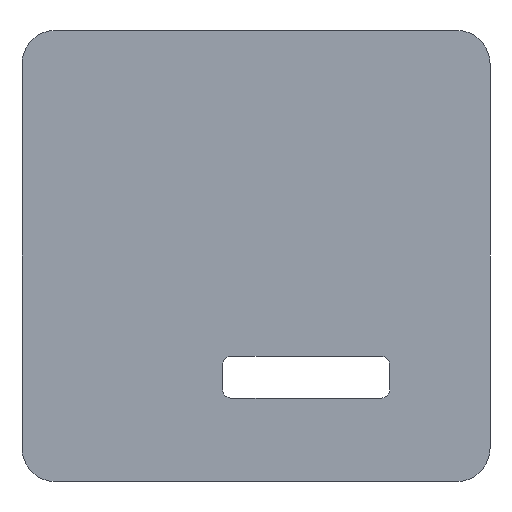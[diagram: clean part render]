
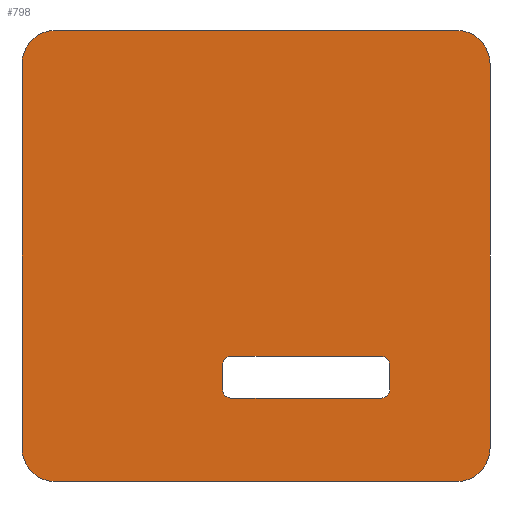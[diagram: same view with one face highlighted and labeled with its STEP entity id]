
A CAD part, front view. The second image highlights one B-rep face of the part: STEP entity #798.
In plain terms, the highlighted planar face has unit normal (0, -1, 0).
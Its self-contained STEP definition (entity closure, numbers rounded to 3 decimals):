
#8 = VECTOR ( 'NONE', #1112, 1000. ) ;
#9 = ORIENTED_EDGE ( 'NONE', *, *, #1616, .T. ) ;
#20 = DIRECTION ( 'NONE',  ( 0., 0., -1. ) ) ;
#24 = DIRECTION ( 'NONE',  ( 0., 1., 0. ) ) ;
#33 = ORIENTED_EDGE ( 'NONE', *, *, #1566, .T. ) ;
#40 = EDGE_CURVE ( 'NONE', #363, #956, #619, .T. ) ;
#43 = EDGE_CURVE ( 'NONE', #1589, #1274, #532, .T. ) ;
#44 = CARTESIAN_POINT ( 'NONE',  ( -12., 0., 13.5 ) ) ;
#53 = EDGE_CURVE ( 'NONE', #101, #1524, #1458, .T. ) ;
#58 = ORIENTED_EDGE ( 'NONE', *, *, #43, .T. ) ;
#71 = ORIENTED_EDGE ( 'NONE', *, *, #1363, .T. ) ;
#101 = VERTEX_POINT ( 'NONE', #44 ) ;
#102 = LINE ( 'NONE', #356, #367 ) ;
#109 = ORIENTED_EDGE ( 'NONE', *, *, #53, .T. ) ;
#113 = AXIS2_PLACEMENT_3D ( 'NONE', #1015, #1178, #1051 ) ;
#121 = CARTESIAN_POINT ( 'NONE',  ( -14., 0., -11.5 ) ) ;
#128 = CIRCLE ( 'NONE', #1181, 2. ) ;
#132 = ORIENTED_EDGE ( 'NONE', *, *, #375, .F. ) ;
#145 = DIRECTION ( 'NONE',  ( 0., 1., 0. ) ) ;
#150 = VERTEX_POINT ( 'NONE', #121 ) ;
#151 = LINE ( 'NONE', #1539, #1003 ) ;
#164 = VERTEX_POINT ( 'NONE', #561 ) ;
#165 = CARTESIAN_POINT ( 'NONE',  ( -2., 0., -6.5 ) ) ;
#168 = CARTESIAN_POINT ( 'NONE',  ( 14., 0., 11.5 ) ) ;
#171 = DIRECTION ( 'NONE',  ( 0., 0., -1. ) ) ;
#208 = DIRECTION ( 'NONE',  ( 0., 0., -1. ) ) ;
#218 = CARTESIAN_POINT ( 'NONE',  ( -14., 0., 11.5 ) ) ;
#220 = ORIENTED_EDGE ( 'NONE', *, *, #1013, .F. ) ;
#241 = CARTESIAN_POINT ( 'NONE',  ( -1.5, 0., -8.5 ) ) ;
#271 = VECTOR ( 'NONE', #739, 1000. ) ;
#278 = CIRCLE ( 'NONE', #940, 0.5 ) ;
#280 = DIRECTION ( 'NONE',  ( 0., -1., 0. ) ) ;
#305 = ORIENTED_EDGE ( 'NONE', *, *, #922, .F. ) ;
#323 = AXIS2_PLACEMENT_3D ( 'NONE', #894, #1522, #673 ) ;
#337 = VERTEX_POINT ( 'NONE', #241 ) ;
#356 = CARTESIAN_POINT ( 'NONE',  ( -14., 0., 13.5 ) ) ;
#363 = VERTEX_POINT ( 'NONE', #1362 ) ;
#367 = VECTOR ( 'NONE', #994, 1000. ) ;
#375 = EDGE_CURVE ( 'NONE', #150, #1524, #102, .T. ) ;
#397 = CARTESIAN_POINT ( 'NONE',  ( 8., 0., -8. ) ) ;
#403 = CARTESIAN_POINT ( 'NONE',  ( 12., 0., 11.5 ) ) ;
#408 = VERTEX_POINT ( 'NONE', #880 ) ;
#409 = CARTESIAN_POINT ( 'NONE',  ( -1.5, 0., -6. ) ) ;
#446 = VERTEX_POINT ( 'NONE', #168 ) ;
#458 = ORIENTED_EDGE ( 'NONE', *, *, #1585, .F. ) ;
#466 = ORIENTED_EDGE ( 'NONE', *, *, #1436, .T. ) ;
#475 = CARTESIAN_POINT ( 'NONE',  ( -1.5, 0., -8. ) ) ;
#483 = VERTEX_POINT ( 'NONE', #890 ) ;
#496 = LINE ( 'NONE', #985, #1515 ) ;
#527 = ORIENTED_EDGE ( 'NONE', *, *, #1278, .T. ) ;
#532 = CIRCLE ( 'NONE', #323, 2. ) ;
#539 = ORIENTED_EDGE ( 'NONE', *, *, #40, .T. ) ;
#543 = EDGE_CURVE ( 'NONE', #956, #483, #278, .T. ) ;
#557 = AXIS2_PLACEMENT_3D ( 'NONE', #749, #24, #1016 ) ;
#561 = CARTESIAN_POINT ( 'NONE',  ( 7.5, 0., -6. ) ) ;
#566 = VERTEX_POINT ( 'NONE', #811 ) ;
#583 = VECTOR ( 'NONE', #171, 1000. ) ;
#586 = CARTESIAN_POINT ( 'NONE',  ( -12., 0., -11.5 ) ) ;
#595 = VECTOR ( 'NONE', #1528, 1000. ) ;
#612 = CARTESIAN_POINT ( 'NONE',  ( 8., 0., -6. ) ) ;
#616 = ORIENTED_EDGE ( 'NONE', *, *, #543, .T. ) ;
#619 = LINE ( 'NONE', #612, #583 ) ;
#628 = DIRECTION ( 'NONE',  ( 0., 1., 0. ) ) ;
#643 = LINE ( 'NONE', #1149, #1426 ) ;
#645 = DIRECTION ( 'NONE',  ( 0., 0., -1. ) ) ;
#673 = DIRECTION ( 'NONE',  ( 0., 0., -1. ) ) ;
#717 = DIRECTION ( 'NONE',  ( 0., -1., 0. ) ) ;
#739 = DIRECTION ( 'NONE',  ( 0., 0., 1. ) ) ;
#746 = CARTESIAN_POINT ( 'NONE',  ( -2., 0., -6. ) ) ;
#749 = CARTESIAN_POINT ( 'NONE',  ( 7.5, 0., -6.5 ) ) ;
#752 = DIRECTION ( 'NONE',  ( 0., 0., -1. ) ) ;
#758 = AXIS2_PLACEMENT_3D ( 'NONE', #1470, #717, #1345 ) ;
#764 = CARTESIAN_POINT ( 'NONE',  ( 12., 0., -13.5 ) ) ;
#767 = EDGE_LOOP ( 'NONE', ( #539, #616, #466, #771, #980, #9, #527, #71 ) ) ;
#771 = ORIENTED_EDGE ( 'NONE', *, *, #780, .T. ) ;
#780 = EDGE_CURVE ( 'NONE', #337, #856, #1631, .T. ) ;
#791 = AXIS2_PLACEMENT_3D ( 'NONE', #403, #280, #752 ) ;
#798 = ADVANCED_FACE ( 'NONE', ( #981, #1223 ), #840, .T. ) ;
#811 = CARTESIAN_POINT ( 'NONE',  ( 12., 0., 13.5 ) ) ;
#835 = LINE ( 'NONE', #746, #271 ) ;
#840 = PLANE ( 'NONE',  #758 ) ;
#856 = VERTEX_POINT ( 'NONE', #860 ) ;
#857 = LINE ( 'NONE', #1359, #8 ) ;
#860 = CARTESIAN_POINT ( 'NONE',  ( -2., 0., -8. ) ) ;
#863 = DIRECTION ( 'NONE',  ( -1., 0., 0. ) ) ;
#872 = DIRECTION ( 'NONE',  ( 0., -1., 0. ) ) ;
#880 = CARTESIAN_POINT ( 'NONE',  ( -12., 0., -13.5 ) ) ;
#887 = VERTEX_POINT ( 'NONE', #409 ) ;
#888 = DIRECTION ( 'NONE',  ( 1., 0., 0. ) ) ;
#890 = CARTESIAN_POINT ( 'NONE',  ( 7.5, 0., -8.5 ) ) ;
#894 = CARTESIAN_POINT ( 'NONE',  ( 12., 0., -11.5 ) ) ;
#922 = EDGE_CURVE ( 'NONE', #101, #566, #151, .T. ) ;
#940 = AXIS2_PLACEMENT_3D ( 'NONE', #1277, #145, #645 ) ;
#953 = EDGE_CURVE ( 'NONE', #446, #566, #1346, .T. ) ;
#956 = VERTEX_POINT ( 'NONE', #397 ) ;
#961 = CARTESIAN_POINT ( 'NONE',  ( 14., 0., -11.5 ) ) ;
#980 = ORIENTED_EDGE ( 'NONE', *, *, #1454, .T. ) ;
#981 = FACE_BOUND ( 'NONE', #767, .T. ) ;
#985 = CARTESIAN_POINT ( 'NONE',  ( -2., 0., -8.5 ) ) ;
#994 = DIRECTION ( 'NONE',  ( 0., 0., 1. ) ) ;
#999 = DIRECTION ( 'NONE',  ( 0., 0., -1. ) ) ;
#1003 = VECTOR ( 'NONE', #888, 1000. ) ;
#1013 = EDGE_CURVE ( 'NONE', #446, #1274, #643, .T. ) ;
#1015 = CARTESIAN_POINT ( 'NONE',  ( -12., 0., 11.5 ) ) ;
#1016 = DIRECTION ( 'NONE',  ( 0., 0., -1. ) ) ;
#1051 = DIRECTION ( 'NONE',  ( 0., 0., -1. ) ) ;
#1052 = VERTEX_POINT ( 'NONE', #165 ) ;
#1112 = DIRECTION ( 'NONE',  ( 1., 0., 0. ) ) ;
#1134 = CARTESIAN_POINT ( 'NONE',  ( -14., 0., -13.5 ) ) ;
#1149 = CARTESIAN_POINT ( 'NONE',  ( 14., 0., 13.5 ) ) ;
#1169 = CARTESIAN_POINT ( 'NONE',  ( -1.5, 0., -6.5 ) ) ;
#1178 = DIRECTION ( 'NONE',  ( 0., -1., 0. ) ) ;
#1181 = AXIS2_PLACEMENT_3D ( 'NONE', #586, #872, #208 ) ;
#1223 = FACE_OUTER_BOUND ( 'NONE', #1437, .T. ) ;
#1233 = DIRECTION ( 'NONE',  ( 0., 1., 0. ) ) ;
#1261 = AXIS2_PLACEMENT_3D ( 'NONE', #475, #1233, #999 ) ;
#1274 = VERTEX_POINT ( 'NONE', #961 ) ;
#1277 = CARTESIAN_POINT ( 'NONE',  ( 7.5, 0., -8. ) ) ;
#1278 = EDGE_CURVE ( 'NONE', #887, #164, #857, .T. ) ;
#1305 = CIRCLE ( 'NONE', #557, 0.5 ) ;
#1338 = CIRCLE ( 'NONE', #1364, 0.5 ) ;
#1345 = DIRECTION ( 'NONE',  ( 0., 0., -1. ) ) ;
#1346 = CIRCLE ( 'NONE', #791, 2. ) ;
#1359 = CARTESIAN_POINT ( 'NONE',  ( -2., 0., -6. ) ) ;
#1362 = CARTESIAN_POINT ( 'NONE',  ( 8., 0., -6.5 ) ) ;
#1363 = EDGE_CURVE ( 'NONE', #164, #363, #1305, .T. ) ;
#1364 = AXIS2_PLACEMENT_3D ( 'NONE', #1169, #628, #1521 ) ;
#1402 = LINE ( 'NONE', #1134, #595 ) ;
#1426 = VECTOR ( 'NONE', #20, 1000. ) ;
#1436 = EDGE_CURVE ( 'NONE', #483, #337, #496, .T. ) ;
#1437 = EDGE_LOOP ( 'NONE', ( #132, #33, #458, #58, #220, #1446, #305, #109 ) ) ;
#1446 = ORIENTED_EDGE ( 'NONE', *, *, #953, .T. ) ;
#1454 = EDGE_CURVE ( 'NONE', #856, #1052, #835, .T. ) ;
#1458 = CIRCLE ( 'NONE', #113, 2. ) ;
#1470 = CARTESIAN_POINT ( 'NONE',  ( 0., 0., 0. ) ) ;
#1515 = VECTOR ( 'NONE', #863, 1000. ) ;
#1521 = DIRECTION ( 'NONE',  ( 0., 0., -1. ) ) ;
#1522 = DIRECTION ( 'NONE',  ( 0., -1., 0. ) ) ;
#1524 = VERTEX_POINT ( 'NONE', #218 ) ;
#1528 = DIRECTION ( 'NONE',  ( -1., 0., 0. ) ) ;
#1539 = CARTESIAN_POINT ( 'NONE',  ( -14., 0., 13.5 ) ) ;
#1566 = EDGE_CURVE ( 'NONE', #150, #408, #128, .T. ) ;
#1585 = EDGE_CURVE ( 'NONE', #1589, #408, #1402, .T. ) ;
#1589 = VERTEX_POINT ( 'NONE', #764 ) ;
#1616 = EDGE_CURVE ( 'NONE', #1052, #887, #1338, .T. ) ;
#1631 = CIRCLE ( 'NONE', #1261, 0.5 ) ;
